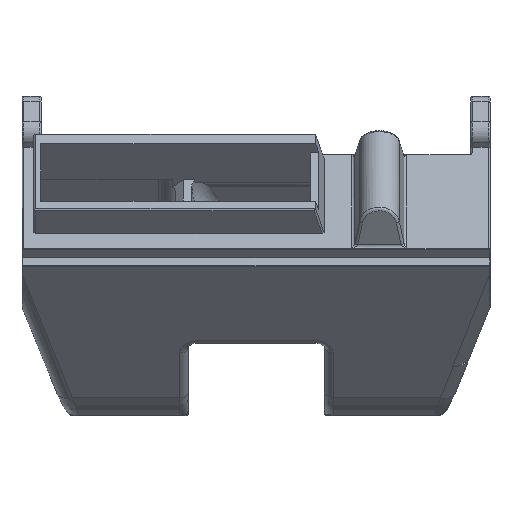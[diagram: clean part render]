
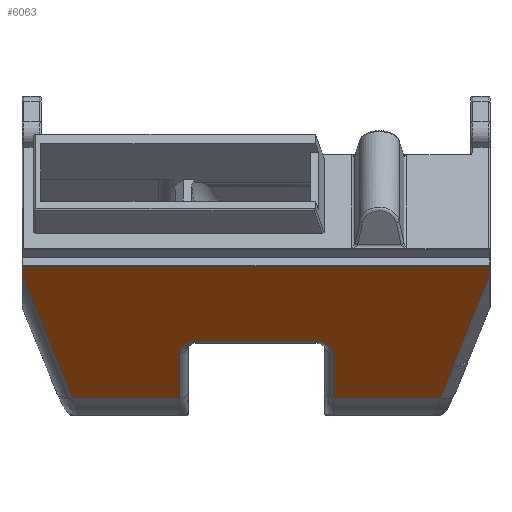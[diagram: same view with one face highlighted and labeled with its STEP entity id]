
A CAD part, left-side view. The second image highlights one B-rep face of the part: STEP entity #6063.
In plain terms, the highlighted planar face has unit normal (-0.707, 0, -0.707).
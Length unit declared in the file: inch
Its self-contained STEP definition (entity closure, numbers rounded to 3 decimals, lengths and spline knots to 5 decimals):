
#237=PLANE('',#6579);
#415=CIRCLE('',#6580,0.07874);
#416=CIRCLE('',#6581,0.07874);
#792=FACE_OUTER_BOUND('',#1156,.T.);
#1156=EDGE_LOOP('',(#4854,#4855,#4856,#4857,#4858,#4859,#4860,#4861,#4862,
#4863,#4864,#4865,#4866,#4867));
#1598=LINE('',#10969,#2045);
#1626=LINE('',#11763,#2073);
#1627=LINE('',#12232,#2074);
#1661=LINE('',#13773,#2108);
#1722=LINE('',#14044,#2169);
#1739=LINE('',#14090,#2186);
#1740=LINE('',#14092,#2187);
#1741=LINE('',#14094,#2188);
#1742=LINE('',#14095,#2189);
#1743=LINE('',#14097,#2190);
#1744=LINE('',#14101,#2191);
#1745=LINE('',#14104,#2192);
#2045=VECTOR('',#7239,0.3937);
#2073=VECTOR('',#7333,39.37008);
#2074=VECTOR('',#7338,0.3937);
#2108=VECTOR('',#7506,39.37008);
#2169=VECTOR('',#7719,39.37008);
#2186=VECTOR('',#7758,0.3937);
#2187=VECTOR('',#7759,0.3937);
#2188=VECTOR('',#7760,0.3937);
#2189=VECTOR('',#7761,39.37008);
#2190=VECTOR('',#7762,0.3937);
#2191=VECTOR('',#7765,0.3937);
#2192=VECTOR('',#7768,0.3937);
#2554=VERTEX_POINT('',#10966);
#2555=VERTEX_POINT('',#10968);
#2581=VERTEX_POINT('',#11579);
#2590=VERTEX_POINT('',#11760);
#2669=VERTEX_POINT('',#13752);
#2673=VERTEX_POINT('',#13771);
#2739=VERTEX_POINT('',#14042);
#2757=VERTEX_POINT('',#14089);
#2758=VERTEX_POINT('',#14091);
#2759=VERTEX_POINT('',#14093);
#2760=VERTEX_POINT('',#14096);
#2761=VERTEX_POINT('',#14098);
#2762=VERTEX_POINT('',#14100);
#2763=VERTEX_POINT('',#14102);
#3190=EDGE_CURVE('',#2555,#2554,#1598,.T.);
#3255=EDGE_CURVE('',#2581,#2590,#1626,.T.);
#3263=EDGE_CURVE('',#2555,#2590,#1627,.T.);
#3381=EDGE_CURVE('',#2669,#2673,#1661,.T.);
#3484=EDGE_CURVE('',#2554,#2739,#1722,.T.);
#3506=EDGE_CURVE('',#2757,#2739,#1739,.T.);
#3507=EDGE_CURVE('',#2758,#2757,#1740,.T.);
#3508=EDGE_CURVE('',#2759,#2758,#1741,.T.);
#3509=EDGE_CURVE('',#2759,#2669,#1742,.T.);
#3510=EDGE_CURVE('',#2760,#2673,#1743,.T.);
#3511=EDGE_CURVE('',#2761,#2760,#415,.T.);
#3512=EDGE_CURVE('',#2762,#2761,#1744,.T.);
#3513=EDGE_CURVE('',#2763,#2762,#416,.T.);
#3514=EDGE_CURVE('',#2581,#2763,#1745,.T.);
#4854=ORIENTED_EDGE('',*,*,#3484,.T.);
#4855=ORIENTED_EDGE('',*,*,#3506,.F.);
#4856=ORIENTED_EDGE('',*,*,#3507,.F.);
#4857=ORIENTED_EDGE('',*,*,#3508,.F.);
#4858=ORIENTED_EDGE('',*,*,#3509,.T.);
#4859=ORIENTED_EDGE('',*,*,#3381,.T.);
#4860=ORIENTED_EDGE('',*,*,#3510,.F.);
#4861=ORIENTED_EDGE('',*,*,#3511,.F.);
#4862=ORIENTED_EDGE('',*,*,#3512,.F.);
#4863=ORIENTED_EDGE('',*,*,#3513,.F.);
#4864=ORIENTED_EDGE('',*,*,#3514,.F.);
#4865=ORIENTED_EDGE('',*,*,#3255,.T.);
#4866=ORIENTED_EDGE('',*,*,#3263,.F.);
#4867=ORIENTED_EDGE('',*,*,#3190,.T.);
#6063=ADVANCED_FACE('',(#792),#237,.T.);
#6579=AXIS2_PLACEMENT_3D('',#14088,#7756,#7757);
#6580=AXIS2_PLACEMENT_3D('',#14099,#7763,#7764);
#6581=AXIS2_PLACEMENT_3D('',#14103,#7766,#7767);
#7239=DIRECTION('',(0.,1.,0.));
#7333=DIRECTION('',(0.,-1.,0.));
#7338=DIRECTION('',(0.68,0.276,-0.68));
#7506=DIRECTION('',(0.,-1.,0.));
#7719=DIRECTION('',(-0.68,-0.276,0.68));
#7756=DIRECTION('center_axis',(-0.707,0.,
-0.707));
#7757=DIRECTION('ref_axis',(0.707,0.,-0.707));
#7758=DIRECTION('',(0.707,0.,-0.707));
#7759=DIRECTION('',(0.,-1.,0.));
#7760=DIRECTION('',(-0.707,0.,0.707));
#7761=DIRECTION('',(0.68,-0.276,-0.68));
#7762=DIRECTION('',(0.707,0.,-0.707));
#7763=DIRECTION('center_axis',(-0.707,0.,
-0.707));
#7764=DIRECTION('ref_axis',(-0.5,0.707,0.5));
#7765=DIRECTION('',(0.,1.,0.));
#7766=DIRECTION('center_axis',(-0.707,0.,
-0.707));
#7767=DIRECTION('ref_axis',(-0.5,-0.707,0.5));
#7768=DIRECTION('',(-0.707,0.,0.707));
#10966=CARTESIAN_POINT('',(-1.36079,-1.00127,0.36401));
#10968=CARTESIAN_POINT('',(-1.36079,-1.00516,0.36401));
#10969=CARTESIAN_POINT('',(-1.36079,-0.04186,0.36401));
#11579=CARTESIAN_POINT('',(-1.21492,-0.44836,0.21814));
#11760=CARTESIAN_POINT('',(-1.21492,-0.94601,0.21814));
#11763=CARTESIAN_POINT('',(-1.21492,0.00834,0.21814));
#12232=CARTESIAN_POINT('',(-1.28488,-0.97438,0.28811));
#13752=CARTESIAN_POINT('',(-1.21492,0.758,0.21814));
#13771=CARTESIAN_POINT('',(-1.21492,0.2603,0.21814));
#13773=CARTESIAN_POINT('',(-1.21492,0.00834,0.21814));
#14042=CARTESIAN_POINT('',(-1.78176,-1.17198,0.78498));
#14044=CARTESIAN_POINT('',(-1.6019,-1.09905,0.60512));
#14088=CARTESIAN_POINT('Origin',(-1.5629,0.00834,0.56613));
#14089=CARTESIAN_POINT('',(-1.82542,-1.17198,0.82865));
#14090=CARTESIAN_POINT('',(-1.37499,-1.17198,0.37821));
#14091=CARTESIAN_POINT('',(-1.82542,0.98786,0.82865));
#14092=CARTESIAN_POINT('',(-1.82542,0.00834,0.82865));
#14093=CARTESIAN_POINT('',(-1.78176,0.98786,0.78498));
#14094=CARTESIAN_POINT('',(-1.5309,0.98786,0.53412));
#14095=CARTESIAN_POINT('',(-1.23026,0.76422,0.23349));
#14096=CARTESIAN_POINT('',(-1.42371,0.2603,0.42693));
#14097=CARTESIAN_POINT('',(-1.44459,0.2603,0.44781));
#14098=CARTESIAN_POINT('',(-1.47939,0.18156,0.48261));
#14099=CARTESIAN_POINT('Origin',(-1.42371,0.18156,0.42693));
#14100=CARTESIAN_POINT('',(-1.47939,-0.36962,0.48261));
#14101=CARTESIAN_POINT('',(-1.47939,-0.04285,0.48261));
#14102=CARTESIAN_POINT('',(-1.42371,-0.44836,0.42693));
#14103=CARTESIAN_POINT('Origin',(-1.42371,-0.36962,0.42693));
#14104=CARTESIAN_POINT('',(-1.48635,-0.44836,0.48957));
